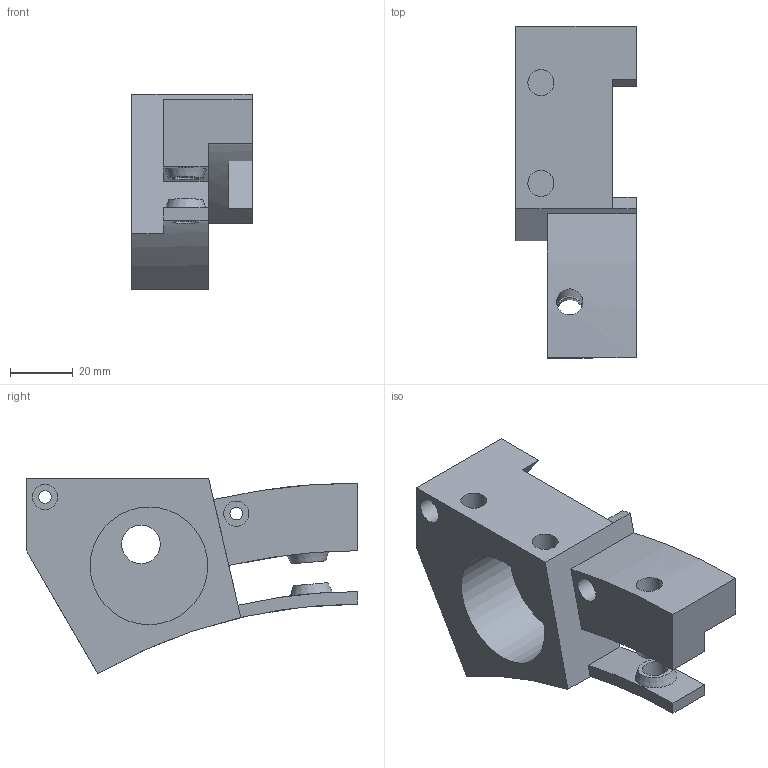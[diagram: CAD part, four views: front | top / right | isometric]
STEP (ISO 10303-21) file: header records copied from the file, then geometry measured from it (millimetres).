
FILE_DESCRIPTION(('STEP AP214'), '1');
FILE_NAME('Carriage_2 (V2.2)', '', ('UNSPECIFIED'), ('UNSPECIFIED'), 'C3D Converter', 'C3D Toolkit', '');
FILE_SCHEMA(('AUTOMOTIVE_DESIGN { 1 0 10303 214 3 1 1}'));
Length unit declared in the file: millimetre
Bounding box: 38.3 x 105.5 x 62.26 mm (x, y, z)
Volume: 86438.7 mm3; surface area: 24914.5 mm2
Topology: 1 solids, 1 shells, 42 faces, 98 edges, 65 vertices
Faces by surface type: plane 23, cylinder 16, cone 2, extrusion 1
Full cylindrical faces by diameter (mm): 4 x2, 8 x2, 8.3 x4, 12.3 x1, 37.4 x1
Entity records: 1656 total; most frequent: CARTESIAN_POINT 655, DIRECTION 200, ORIENTED_EDGE 172, EDGE_CURVE 86, AXIS2_PLACEMENT_3D 77, EDGE_LOOP 71, VERTEX_POINT 65, FACE_BOUND 47
